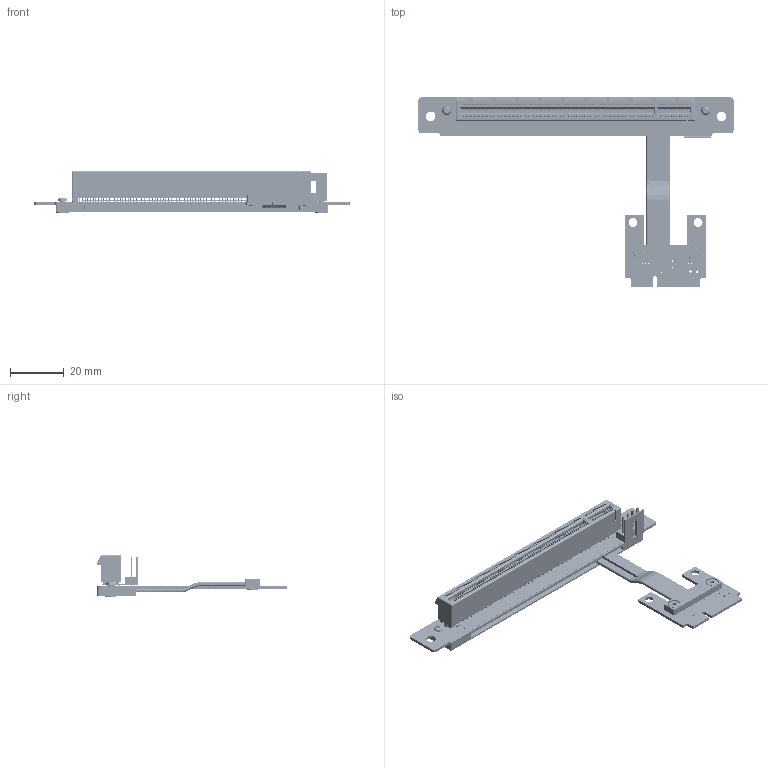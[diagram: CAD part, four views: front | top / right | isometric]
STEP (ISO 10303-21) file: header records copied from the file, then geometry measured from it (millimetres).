
FILE_DESCRIPTION(('Open CASCADE Model'),'2;1');
FILE_NAME('Open CASCADE Shape Model','2019-09-21T11:04:57',('Author'),( 'Open CASCADE'),'Open CASCADE STEP processor 6.8','Open CASCADE 6.8' ,'Unknown');
FILE_SCHEMA(('AUTOMOTIVE_DESIGN { 1 0 10303 214 1 1 1 1 }'));
Length unit declared in the file: millimetre
Products named in the file (43): PCB; Board; Open CASCADE STEP translator 6.8 28.1.1; Free-Models; Tape14x5_RGB0; RP11S-PAD; G0030_RGB14277081; Hexagon_nut_ISO_4032_(DIN_934)_-_M2_RGB9411503; G0033_RGB9411503; 4P_power_c-171825-4-y-3d_RGB12967653; tape-3P_RGB0; TE_PCIe_Express_x16_(3.1mm_Pins)_RGB4404530; PCIe_Body_PCIe_x16; Pins_Internal_Pin_(Long); Pins_External_Pin_(Long); RP33R-PAD; cable13pin-43q_RGB4078660
Assembly tree (209 placements, depth 4):
  PCB
    Board
      Open CASCADE STEP translator 6.8 28.1.1
    Free-Models
      Tape14x5_RGB0
      RP11S-PAD
      G0030_RGB14277081  x2
      Hexagon_nut_ISO_4032_(DIN_934)_-_M2_RGB9411503  x4
      G0033_RGB9411503  x2
      4P_power_c-171825-4-y-3d_RGB12967653
      tape-3P_RGB0
      TE_PCIe_Express_x16_(3.1mm_Pins)_RGB4404530
        PCIe_Body_PCIe_x16
        Pins_Internal_Pin_(Long)  x82
        Pins_External_Pin_(Long)  x82
      RP33R-PAD
      cable13pin-43q_RGB4078660
      cable13pin-43q_RGB4078660
      cable13pin-43q_RGB4078660
      cable13pin-43q_RGB4078660
      cable13pin-43q_RGB4078660
      cable13pin-43q_RGB4078660
      cable13pin-43q_RGB4078660
      cable13pin-43q_RGB4078660
      cable13pin-43q_RGB4078660
      cable13pin-43q_RGB4078660
      cable13pin-43q_RGB4078660
      cable13pin-43q_RGB4078660
      cable13pin-43q_RGB4078660
      cable13pin-43q_RGB4078660
      cable13pin-43q_RGB4078660
      cable13pin-43q_RGB4078660
      cable13pin-43q_RGB4078660
      cable13pin-43q_RGB4078660
      cable13pin-43q_RGB4078660
      cable13pin-43q_RGB4078660
      cable13pin-43q_RGB4078660
      cable13pin-43q_RGB4078660
      cable13pin-43q_RGB4078660
      cable13pin-43q_RGB4078660
      cable13pin-43q_RGB4078660
      cable13pin-43q_RGB4078660
      cable13pin-43q_RGB4078660
Bounding box: 117.05 x 70.45 x 15.61 mm (x, y, z)
Volume: 9971.6 mm3; surface area: 28568.1 mm2
Topology: 206 solids, 206 shells, 7129 faces, 20386 edges, 13529 vertices
Faces by surface type: plane 4344, cylinder 2661, cone 52, bspline 40, torus 26, revolution 4, sphere 2
Full cylindrical faces by diameter (mm): 0.254 x28, 0.4 x65, 0.6 x140, 0.7 x164, 0.9 x2, 1.2 x4, 1.6 x164, 2 x4, 2.2 x7, 2.35 x2, 2.4 x2, 3.3 x2, 3.5 x1, 3.6 x1, 4.8 x4
Entity records: 111127 total; most frequent: CARTESIAN_POINT 21598, ORIENTED_EDGE 16828, DIRECTION 15355, EDGE_CURVE 8414, LINE 6619, VECTOR 6619, VERTEX_POINT 5566, AXIS2_PLACEMENT_3D 4367
